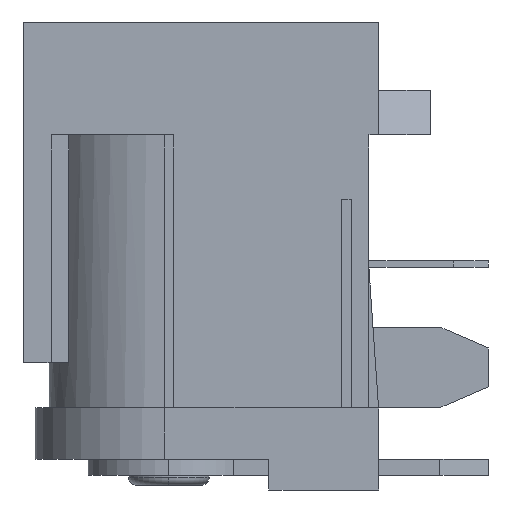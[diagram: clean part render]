
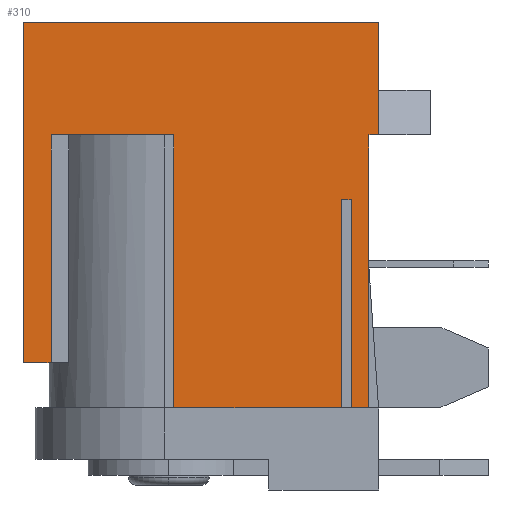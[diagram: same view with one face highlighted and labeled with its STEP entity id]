
A CAD part, left-side view. The second image highlights one B-rep face of the part: STEP entity #310.
In plain terms, the highlighted planar face has unit normal (-1, 0, 0).
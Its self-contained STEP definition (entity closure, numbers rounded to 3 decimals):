
#310=ADVANCED_FACE('NONE',(#674),#675,.T.);
#674=FACE_OUTER_BOUND('',#1091,.T.);
#675=PLANE('',#1092);
#1091=EDGE_LOOP('',(#1891,#1892,#1893,#1894,#1895,#1896,#1897,#1898,#1899,#1900,#1901,#1902,#1903,#1904));
#1092=AXIS2_PLACEMENT_3D('',#1905,#1906,#1907);
#1891=ORIENTED_EDGE('',*,*,#2687,.F.);
#1892=ORIENTED_EDGE('',*,*,#2688,.F.);
#1893=ORIENTED_EDGE('',*,*,#2689,.F.);
#1894=ORIENTED_EDGE('',*,*,#2690,.T.);
#1895=ORIENTED_EDGE('',*,*,#2691,.F.);
#1896=ORIENTED_EDGE('',*,*,#2692,.T.);
#1897=ORIENTED_EDGE('',*,*,#2678,.T.);
#1898=ORIENTED_EDGE('',*,*,#2693,.F.);
#1899=ORIENTED_EDGE('',*,*,#2694,.F.);
#1900=ORIENTED_EDGE('',*,*,#2695,.F.);
#1901=ORIENTED_EDGE('',*,*,#2696,.F.);
#1902=ORIENTED_EDGE('',*,*,#2697,.T.);
#1903=ORIENTED_EDGE('',*,*,#2698,.T.);
#1904=ORIENTED_EDGE('',*,*,#2699,.T.);
#1905=CARTESIAN_POINT('',(-4.5,0.0,-11.95));
#1906=DIRECTION('',(-1.0,0.0,0.0));
#1907=DIRECTION('',(0.0,0.0,1.0));
#2678=EDGE_CURVE('NONE',#3259,#3257,#3260,.T.);
#2687=EDGE_CURVE('NONE',#3269,#3270,#3271,.T.);
#2688=EDGE_CURVE('NONE',#3272,#3269,#3273,.T.);
#2689=EDGE_CURVE('NONE',#3274,#3272,#3275,.T.);
#2690=EDGE_CURVE('NONE',#3274,#3276,#3277,.T.);
#2691=EDGE_CURVE('NONE',#3278,#3276,#3279,.T.);
#2692=EDGE_CURVE('NONE',#3278,#3259,#3280,.T.);
#2693=EDGE_CURVE('NONE',#3281,#3257,#3282,.T.);
#2694=EDGE_CURVE('NONE',#3283,#3281,#3284,.T.);
#2695=EDGE_CURVE('NONE',#3285,#3283,#3286,.T.);
#2696=EDGE_CURVE('NONE',#3287,#3285,#3288,.T.);
#2697=EDGE_CURVE('NONE',#3287,#3289,#3290,.T.);
#2698=EDGE_CURVE('NONE',#3289,#3291,#3292,.T.);
#2699=EDGE_CURVE('NONE',#3291,#3270,#3293,.T.);
#3257=VERTEX_POINT('NONE',#4058);
#3259=VERTEX_POINT('NONE',#4061);
#3260=LINE('',#4062,#4063);
#3269=VERTEX_POINT('NONE',#4073);
#3270=VERTEX_POINT('NONE',#4074);
#3271=LINE('',#4075,#4076);
#3272=VERTEX_POINT('NONE',#4077);
#3273=LINE('',#4078,#4079);
#3274=VERTEX_POINT('NONE',#4080);
#3275=LINE('',#4081,#4082);
#3276=VERTEX_POINT('NONE',#4083);
#3277=LINE('',#4084,#4085);
#3278=VERTEX_POINT('NONE',#4086);
#3279=LINE('',#4087,#4088);
#3280=LINE('',#4089,#4090);
#3281=VERTEX_POINT('NONE',#4091);
#3282=LINE('',#4092,#4093);
#3283=VERTEX_POINT('NONE',#4094);
#3284=LINE('',#4095,#4096);
#3285=VERTEX_POINT('NONE',#4097);
#3286=LINE('',#4098,#4099);
#3287=VERTEX_POINT('NONE',#4100);
#3288=LINE('',#4101,#4102);
#3289=VERTEX_POINT('NONE',#4103);
#3290=LINE('',#4104,#4105);
#3291=VERTEX_POINT('NONE',#4106);
#3292=LINE('',#4107,#4108);
#3293=LINE('',#4109,#4110);
#4058=CARTESIAN_POINT('',(-4.5,0.0,0.0));
#4061=CARTESIAN_POINT('',(-4.5,0.0,-3.5));
#4062=CARTESIAN_POINT('',(-4.5,0.0,-11.95));
#4063=VECTOR('',#4773,1000.0);
#4073=CARTESIAN_POINT('',(-4.5,1.15,-5.5));
#4074=CARTESIAN_POINT('',(-4.5,1.15,-11.95));
#4075=CARTESIAN_POINT('',(-4.5,1.15,-11.95));
#4076=VECTOR('',#4787,1000.0);
#4077=CARTESIAN_POINT('',(-4.5,0.85,-5.5));
#4078=CARTESIAN_POINT('',(-4.5,1.15,-5.5));
#4079=VECTOR('',#4788,1000.0);
#4080=CARTESIAN_POINT('',(-4.5,0.85,-11.95));
#4081=CARTESIAN_POINT('',(-4.5,0.85,-11.95));
#4082=VECTOR('',#4789,1000.0);
#4083=CARTESIAN_POINT('',(-4.5,0.3,-11.95));
#4084=CARTESIAN_POINT('',(-4.5,0.0,-11.95));
#4085=VECTOR('',#4790,1000.0);
#4086=CARTESIAN_POINT('',(-4.5,0.3,-3.5));
#4087=CARTESIAN_POINT('',(-4.5,0.3,9.005));
#4088=VECTOR('',#4791,1000.0);
#4089=CARTESIAN_POINT('',(-4.5,0.0,-3.5));
#4090=VECTOR('',#4792,1000.0);
#4091=CARTESIAN_POINT('',(-4.5,11.0,0.0));
#4092=CARTESIAN_POINT('',(-4.5,0.0,0.0));
#4093=VECTOR('',#4793,1000.0);
#4094=CARTESIAN_POINT('',(-4.5,11.0,-10.55));
#4095=CARTESIAN_POINT('',(-4.5,11.0,-11.95));
#4096=VECTOR('',#4794,1000.0);
#4097=CARTESIAN_POINT('',(-4.5,10.15,-10.55));
#4098=CARTESIAN_POINT('',(-4.5,11.0,-10.55));
#4099=VECTOR('',#4795,1000.0);
#4100=CARTESIAN_POINT('',(-4.5,10.15,-3.5));
#4101=CARTESIAN_POINT('',(-4.5,10.15,9.005));
#4102=VECTOR('',#4796,1000.0);
#4103=CARTESIAN_POINT('',(-4.5,6.35,-3.5));
#4104=CARTESIAN_POINT('',(-4.5,10.15,-3.5));
#4105=VECTOR('',#4797,1000.0);
#4106=CARTESIAN_POINT('',(-4.5,6.35,-11.95));
#4107=CARTESIAN_POINT('',(-4.5,6.35,9.005));
#4108=VECTOR('',#4798,1000.0);
#4109=CARTESIAN_POINT('',(-4.5,0.0,-11.95));
#4110=VECTOR('',#4799,1000.0);
#4773=DIRECTION('',(0.0,0.0,1.0));
#4787=DIRECTION('',(-0.0,-0.0,-1.0));
#4788=DIRECTION('',(-0.0,1.0,-0.0));
#4789=DIRECTION('',(0.0,0.0,1.0));
#4790=DIRECTION('',(-0.0,-1.0,-0.0));
#4791=DIRECTION('',(-0.0,-0.0,-1.0));
#4792=DIRECTION('',(0.0,-1.0,0.0));
#4793=DIRECTION('',(-0.0,-1.0,-0.0));
#4794=DIRECTION('',(0.0,0.0,1.0));
#4795=DIRECTION('',(-0.0,1.0,-0.0));
#4796=DIRECTION('',(-0.0,-0.0,-1.0));
#4797=DIRECTION('',(0.,-1.0,0.0));
#4798=DIRECTION('',(-0.0,-0.0,-1.0));
#4799=DIRECTION('',(-0.0,-1.0,-0.0));
